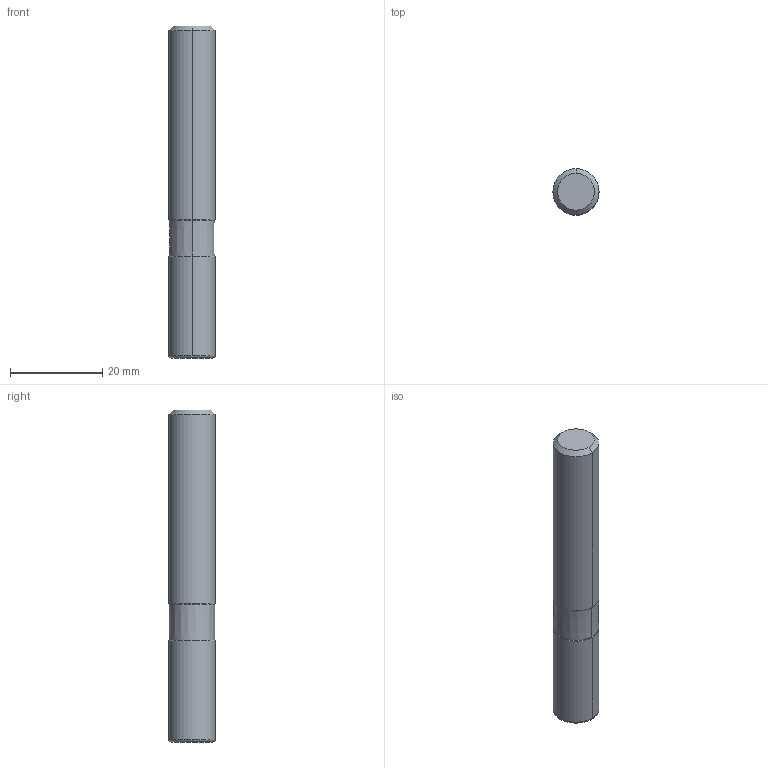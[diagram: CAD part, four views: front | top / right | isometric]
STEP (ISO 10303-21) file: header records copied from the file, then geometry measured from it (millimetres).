
FILE_DESCRIPTION(('STEP AP214'),'1');
FILE_NAME('607620452-000-00-E43.stp','2021-10-07T11:49:23',(' '),(' '),'Spatial InterOp 3D',' ',' ');
FILE_SCHEMA(('AUTOMOTIVE_DESIGN { 1 0 10303 214 1 1 1 1 }'));
Length unit declared in the file: millimetre
Products named in the file (1): 1
Bounding box: 10 x 10 x 72 mm (x, y, z)
Volume: 5614 mm3; surface area: 2547.2 mm2
Topology: 2 solids, 2 shells, 20 faces, 57 edges, 38 vertices
Faces by surface type: cone 12, cylinder 4, plane 2, torus 2
Entity records: 812 total; most frequent: DIRECTION 125, CARTESIAN_POINT 102, ORIENTED_EDGE 78, AXIS2_PLACEMENT_3D 50, EDGE_CURVE 39, LINE 29, VECTOR 29, CIRCLE 24
